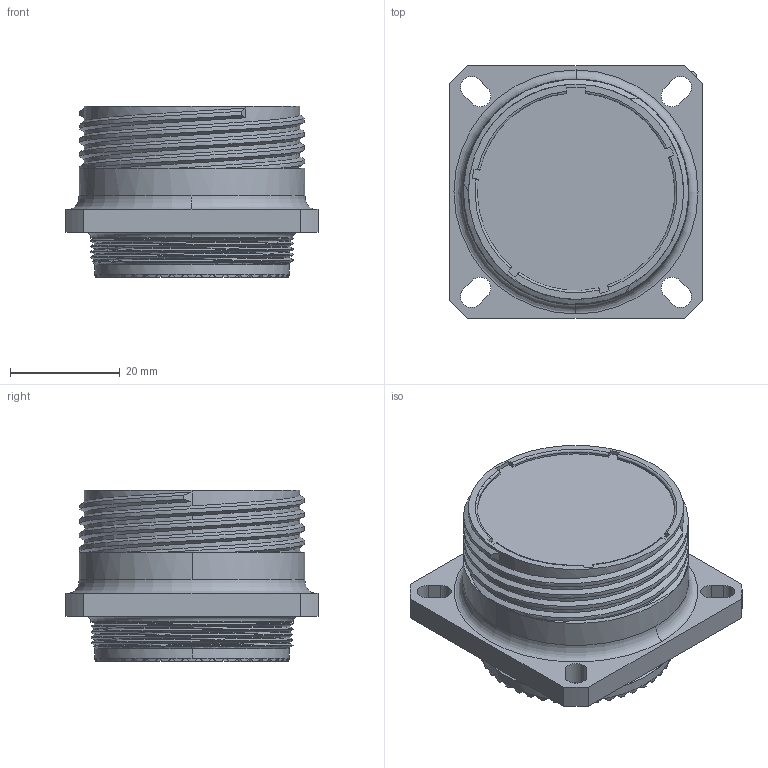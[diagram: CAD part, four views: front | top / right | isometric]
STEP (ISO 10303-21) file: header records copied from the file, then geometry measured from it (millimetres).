
FILE_DESCRIPTION((''),'2;1');
FILE_NAME('8D0C25M35PN_SW0001','2016-10-21T',('dlusson'),('SOURIAU'),'PRO/ENGINEER BY PARAMETRIC TECHNOLOGY CORPORATION, 2014000','PRO/ENGINEER BY PARAMETRIC TECHNOLOGY CORPORATION, 2014000','');
FILE_SCHEMA(('CONFIG_CONTROL_DESIGN'));
Length unit declared in the file: millimetre
Products named in the file (1): 8D0C25M35PN_SW0001
Bounding box: 45.95 x 45.95 x 31.32 mm (x, y, z)
Volume: 40248.9 mm3; surface area: 9149.6 mm2
Topology: 1 solids, 1 shells, 460 faces, 1261 edges, 807 vertices
Faces by surface type: cylinder 220, plane 165, cone 45, bspline 17, torus 9, revolution 2, sphere 2
Entity records: 26348 total; most frequent: CARTESIAN_POINT 15674, ORIENTED_EDGE 2518, DIRECTION 1789, EDGE_CURVE 1259, VERTEX_POINT 807, AXIS2_PLACEMENT_3D 702, B_SPLINE_CURVE_WITH_KNOTS 617, EDGE_LOOP 474
